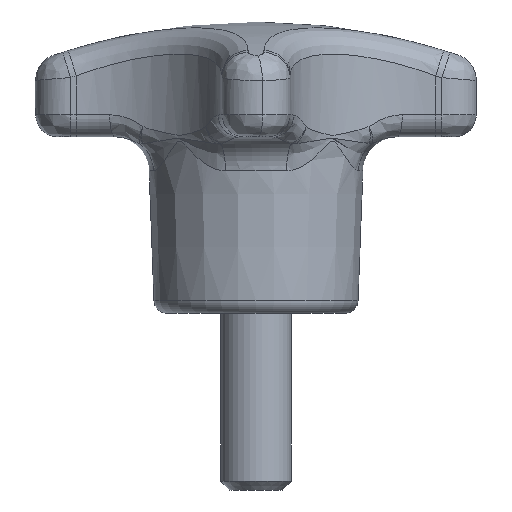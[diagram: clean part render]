
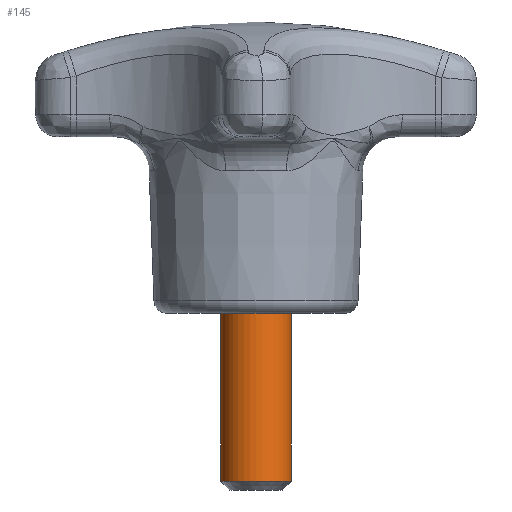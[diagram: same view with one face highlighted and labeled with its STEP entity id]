
A CAD part, front view. The second image highlights one B-rep face of the part: STEP entity #145.
In plain terms, the highlighted cylindrical face has radius 4 mm (diameter 8 mm), a full revolution.
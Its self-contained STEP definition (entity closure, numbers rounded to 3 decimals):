
#145 = ADVANCED_FACE( '', ( #378, #379 ), #380, .T. );
#378 = FACE_OUTER_BOUND( '', #1159, .T. );
#379 = FACE_OUTER_BOUND( '', #1160, .T. );
#380 = CYLINDRICAL_SURFACE( '', #1161, 4. );
#1159 = EDGE_LOOP( '', ( #8710 ) );
#1160 = EDGE_LOOP( '', ( #8711 ) );
#1161 = AXIS2_PLACEMENT_3D( '', #8712, #8713, #8714 );
#8710 = ORIENTED_EDGE( '', *, *, #9436, .T. );
#8711 = ORIENTED_EDGE( '', *, *, #9398, .T. );
#8712 = CARTESIAN_POINT( '', ( 0., 0., -20. ) );
#8713 = DIRECTION( '', ( 0., 0., -1. ) );
#8714 = DIRECTION( '', ( 1., 0., 0. ) );
#9398 = EDGE_CURVE( '', #9739, #9739, #9740, .F. );
#9436 = EDGE_CURVE( '', #9804, #9804, #9805, .F. );
#9739 = VERTEX_POINT( '', #10212 );
#9740 = CIRCLE( '', #10213, 4. );
#9804 = VERTEX_POINT( '', #10582 );
#9805 = CIRCLE( '', #10583, 4. );
#10212 = CARTESIAN_POINT( '', ( 4., 0., 0. ) );
#10213 = AXIS2_PLACEMENT_3D( '', #13428, #13429, #13430 );
#10582 = CARTESIAN_POINT( '', ( -4., 0., -19. ) );
#10583 = AXIS2_PLACEMENT_3D( '', #13483, #13484, #13485 );
#13428 = CARTESIAN_POINT( '', ( 0., 0., 0. ) );
#13429 = DIRECTION( '', ( 0., 0., 1. ) );
#13430 = DIRECTION( '', ( 1., 0., 0. ) );
#13483 = CARTESIAN_POINT( '', ( 0., 0., -19. ) );
#13484 = DIRECTION( '', ( 0., 0., -1. ) );
#13485 = DIRECTION( '', ( -1., 0., 0. ) );
